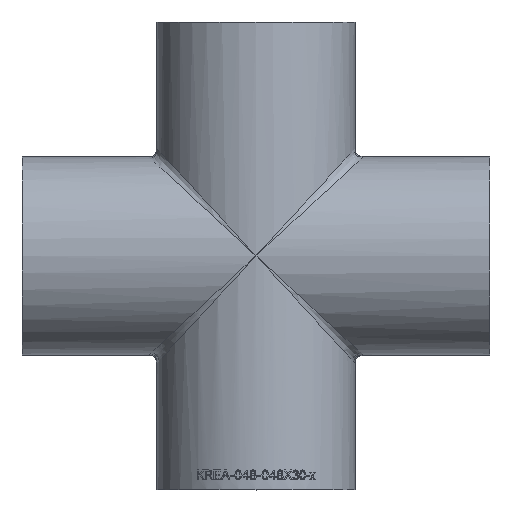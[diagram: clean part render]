
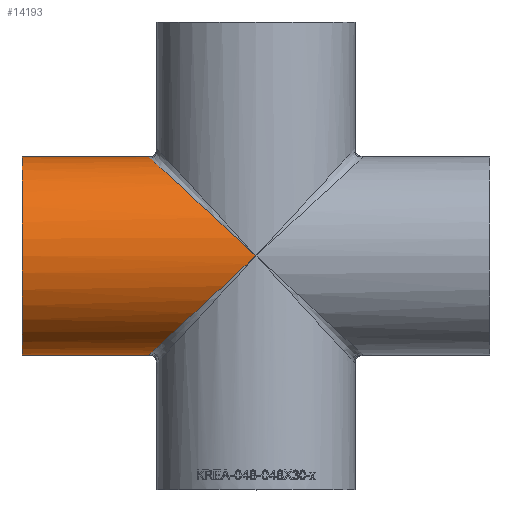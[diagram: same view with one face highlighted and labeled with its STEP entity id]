
A CAD part, top view. The second image highlights one B-rep face of the part: STEP entity #14193.
In plain terms, the highlighted cylindrical face has radius 24.15 mm (diameter 48.3 mm), a full revolution.
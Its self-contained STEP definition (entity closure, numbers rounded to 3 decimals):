
#1683 = CARTESIAN_POINT ( 'NONE',  ( 0., 0., -24.15 ) ) ;
#2386 = CARTESIAN_POINT ( 'NONE',  ( -57., 0., 0. ) ) ;
#2430 = ORIENTED_EDGE ( 'NONE', *, *, #9213, .F. ) ;
#3080 = ORIENTED_EDGE ( 'NONE', *, *, #3640, .T. ) ;
#3640 = EDGE_CURVE ( 'NONE', #11777, #13291, #22433, .T. ) ;
#5798 = CARTESIAN_POINT ( 'NONE',  ( 0., 0., 24.15 ) ) ;
#6958 = CIRCLE ( 'NONE', #10027, 24.15 ) ;
#6992 = CARTESIAN_POINT ( 'NONE',  ( -52.3, 48.3, -24.15 ) ) ;
#7963 = FACE_OUTER_BOUND ( 'NONE', #22607, .T. ) ;
#8000 = DIRECTION ( 'NONE',  ( -1., 0., 0. ) ) ;
#9213 = EDGE_CURVE ( 'NONE', #14630, #14630, #6958, .T. ) ;
#9583 = AXIS2_PLACEMENT_3D ( 'NONE', #16832, #20451, #20336 ) ;
#9870 = CARTESIAN_POINT ( 'NONE',  ( 0., 0., -24.15 ) ) ;
#10027 = AXIS2_PLACEMENT_3D ( 'NONE', #2386, #8000, #13524 ) ;
#11777 = VERTEX_POINT ( 'NONE', #16724 ) ;
#11778 = CARTESIAN_POINT ( 'NONE',  ( -52.3, -48.3, -24.15 ) ) ;
#12569 = EDGE_CURVE ( 'NONE', #13291, #11777, #23670, .T. ) ;
#13130 = FACE_OUTER_BOUND ( 'NONE', #19439, .T. ) ;
#13291 = VERTEX_POINT ( 'NONE', #1683 ) ;
#13524 = DIRECTION ( 'NONE',  ( 0., 0., 1. ) ) ;
#13960 = CARTESIAN_POINT ( 'NONE',  ( 0., 0., 24.15 ) ) ;
#14193 = ADVANCED_FACE ( 'NONE', ( #13130, #7963 ), #15180, .T. ) ;
#14630 = VERTEX_POINT ( 'NONE', #21948 ) ;
#15180 = CYLINDRICAL_SURFACE ( 'NONE', #9583, 24.15 ) ;
#16724 = CARTESIAN_POINT ( 'NONE',  ( 0., 0., 24.15 ) ) ;
#16832 = CARTESIAN_POINT ( 'NONE',  ( 57., 0., 0. ) ) ;
#17168 = CARTESIAN_POINT ( 'NONE',  ( -52.3, -48.3, 24.15 ) ) ;
#19439 = EDGE_LOOP ( 'NONE', ( #2430 ) ) ;
#19704 = CARTESIAN_POINT ( 'NONE',  ( 0., 0., -24.15 ) ) ;
#20336 = DIRECTION ( 'NONE',  ( 0., 0., 1. ) ) ;
#20451 = DIRECTION ( 'NONE',  ( -1., 0., 0. ) ) ;
#21268 = CARTESIAN_POINT ( 'NONE',  ( -52.3, 48.3, 24.15 ) ) ;
#21527 = ORIENTED_EDGE ( 'NONE', *, *, #12569, .T. ) ;
#21948 = CARTESIAN_POINT ( 'NONE',  ( -57., 0., 24.15 ) ) ;
#22433 =( BOUNDED_CURVE ( )  B_SPLINE_CURVE ( 3, ( #13960, #21268, #6992, #19704 ),
 .UNSPECIFIED., .F., .F. ) 
 B_SPLINE_CURVE_WITH_KNOTS ( ( 4, 4 ),
 ( 4.712, 7.854 ),
 .UNSPECIFIED. ) 
 CURVE ( )  GEOMETRIC_REPRESENTATION_ITEM ( )  RATIONAL_B_SPLINE_CURVE ( ( 1., 0.333, 0.333, 1. ) ) 
 REPRESENTATION_ITEM ( '' )  );
#22607 = EDGE_LOOP ( 'NONE', ( #21527, #3080 ) ) ;
#23670 =( BOUNDED_CURVE ( )  B_SPLINE_CURVE ( 3, ( #9870, #11778, #17168, #5798 ),
 .UNSPECIFIED., .F., .F. ) 
 B_SPLINE_CURVE_WITH_KNOTS ( ( 4, 4 ),
 ( 4.712, 7.854 ),
 .UNSPECIFIED. ) 
 CURVE ( )  GEOMETRIC_REPRESENTATION_ITEM ( )  RATIONAL_B_SPLINE_CURVE ( ( 1., 0.333, 0.333, 1. ) ) 
 REPRESENTATION_ITEM ( '' )  );
